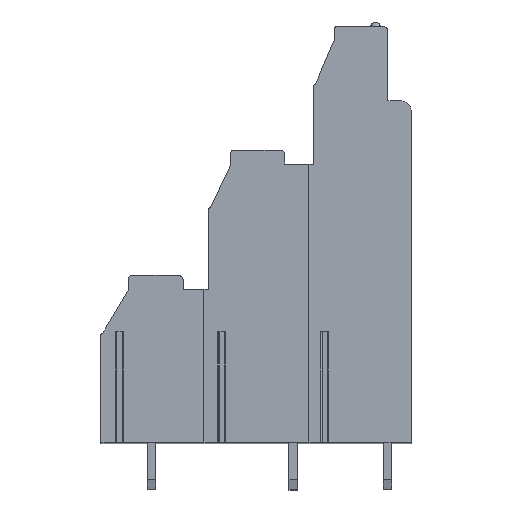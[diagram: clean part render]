
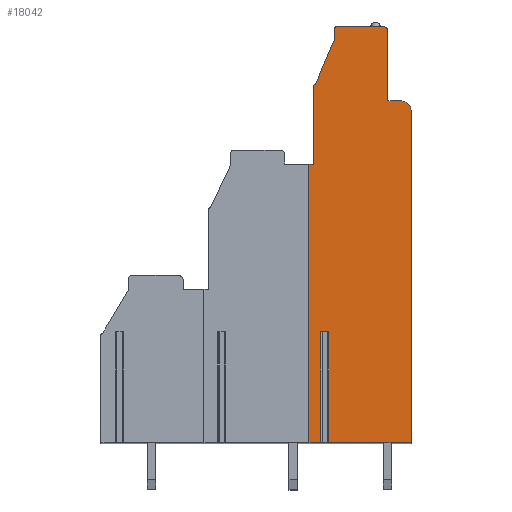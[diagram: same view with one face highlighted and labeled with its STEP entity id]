
A CAD part, top view. The second image highlights one B-rep face of the part: STEP entity #18042.
In plain terms, the highlighted planar face has unit normal (0, 0, 1).
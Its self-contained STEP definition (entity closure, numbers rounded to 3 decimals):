
#237=DIRECTION('',(1.,0.,0.));
#238=VECTOR('',#237,0.856);
#239=CARTESIAN_POINT('',(0.772,-18.05,53.34));
#240=LINE('',#239,#238);
#241=DIRECTION('',(0.,-1.,0.));
#242=VECTOR('',#241,11.95);
#243=CARTESIAN_POINT('',(0.772,-18.05,53.34));
#244=LINE('',#243,#242);
#245=DIRECTION('',(1.,0.,0.));
#246=VECTOR('',#245,1.272);
#247=CARTESIAN_POINT('',(-0.5,-30.,53.34));
#248=LINE('',#247,#246);
#249=DIRECTION('',(0.,1.,0.));
#250=VECTOR('',#249,30.);
#251=CARTESIAN_POINT('',(-0.5,-30.,53.34));
#252=LINE('',#251,#250);
#253=DIRECTION('',(-1.,0.,0.));
#254=VECTOR('',#253,0.5);
#255=CARTESIAN_POINT('',(0.,0.,53.34));
#256=LINE('',#255,#254);
#257=DIRECTION('',(0.,-1.,0.));
#258=VECTOR('',#257,8.4);
#259=CARTESIAN_POINT('',(0.,8.4,53.34));
#260=LINE('',#259,#258);
#261=CARTESIAN_POINT('',(0.2,8.4,53.34));
#262=DIRECTION('',(0.,0.,1.));
#263=DIRECTION('',(0.,1.,0.));
#264=AXIS2_PLACEMENT_3D('',#261,#262,#263);
#266=DIRECTION('',(-0.392,-0.92,0.));
#267=VECTOR('',#266,5.108);
#268=CARTESIAN_POINT('',(2.2,13.3,53.34));
#269=LINE('',#268,#267);
#270=DIRECTION('',(0.,-1.,0.));
#271=VECTOR('',#270,1.2);
#272=CARTESIAN_POINT('',(2.2,14.5,53.34));
#273=LINE('',#272,#271);
#274=CARTESIAN_POINT('',(2.5,14.5,53.34));
#275=DIRECTION('',(0.,0.,1.));
#276=DIRECTION('',(0.,1.,0.));
#277=AXIS2_PLACEMENT_3D('',#274,#275,#276);
#279=DIRECTION('',(-1.,0.,0.));
#280=VECTOR('',#279,5.);
#281=CARTESIAN_POINT('',(7.5,14.8,53.34));
#282=LINE('',#281,#280);
#283=CARTESIAN_POINT('',(7.5,14.3,53.34));
#284=DIRECTION('',(0.,0.,1.));
#285=DIRECTION('',(1.,0.,0.));
#286=AXIS2_PLACEMENT_3D('',#283,#284,#285);
#288=DIRECTION('',(0.,1.,0.));
#289=VECTOR('',#288,7.5);
#290=CARTESIAN_POINT('',(8.,6.8,53.34));
#291=LINE('',#290,#289);
#292=DIRECTION('',(-1.,0.,0.));
#293=VECTOR('',#292,1.5);
#294=CARTESIAN_POINT('',(9.5,6.8,53.34));
#295=LINE('',#294,#293);
#296=CARTESIAN_POINT('',(9.5,5.8,53.34));
#297=DIRECTION('',(0.,0.,1.));
#298=DIRECTION('',(1.,0.,0.));
#299=AXIS2_PLACEMENT_3D('',#296,#297,#298);
#301=DIRECTION('',(0.,1.,0.));
#302=VECTOR('',#301,35.8);
#303=CARTESIAN_POINT('',(10.5,-30.,53.34));
#304=LINE('',#303,#302);
#305=DIRECTION('',(1.,0.,0.));
#306=VECTOR('',#305,8.872);
#307=CARTESIAN_POINT('',(1.628,-30.,53.34));
#308=LINE('',#307,#306);
#309=DIRECTION('',(0.,-1.,0.));
#310=VECTOR('',#309,11.95);
#311=CARTESIAN_POINT('',(1.628,-18.05,53.34));
#312=LINE('',#311,#310);
#13669=CARTESIAN_POINT('',(10.5,-30.,53.34));
#13670=CARTESIAN_POINT('',(10.5,5.8,53.34));
#13671=VERTEX_POINT('',#13669);
#13672=VERTEX_POINT('',#13670);
#13673=CARTESIAN_POINT('',(9.5,6.8,53.34));
#13674=VERTEX_POINT('',#13673);
#13675=CARTESIAN_POINT('',(8.,6.8,53.34));
#13676=VERTEX_POINT('',#13675);
#13677=CARTESIAN_POINT('',(8.,14.3,53.34));
#13678=VERTEX_POINT('',#13677);
#13679=CARTESIAN_POINT('',(7.5,14.8,53.34));
#13680=VERTEX_POINT('',#13679);
#13681=CARTESIAN_POINT('',(2.5,14.8,53.34));
#13682=VERTEX_POINT('',#13681);
#13683=CARTESIAN_POINT('',(2.2,14.5,53.34));
#13684=VERTEX_POINT('',#13683);
#13685=CARTESIAN_POINT('',(2.2,13.3,53.34));
#13686=VERTEX_POINT('',#13685);
#13687=CARTESIAN_POINT('',(0.2,8.6,53.34));
#13688=VERTEX_POINT('',#13687);
#13689=CARTESIAN_POINT('',(0.,8.4,53.34));
#13690=VERTEX_POINT('',#13689);
#13691=CARTESIAN_POINT('',(0.,0.,53.34));
#13692=VERTEX_POINT('',#13691);
#13717=CARTESIAN_POINT('',(-0.5,-30.,53.34));
#13718=CARTESIAN_POINT('',(-0.5,0.,53.34));
#13719=VERTEX_POINT('',#13717);
#13720=VERTEX_POINT('',#13718);
#13777=CARTESIAN_POINT('',(0.772,-18.05,53.34));
#13778=CARTESIAN_POINT('',(1.628,-18.05,53.34));
#13779=VERTEX_POINT('',#13777);
#13780=VERTEX_POINT('',#13778);
#13785=CARTESIAN_POINT('',(0.772,-30.,53.34));
#13786=VERTEX_POINT('',#13785);
#13787=CARTESIAN_POINT('',(1.628,-30.,53.34));
#13788=VERTEX_POINT('',#13787);
#17999=CARTESIAN_POINT('',(0.,0.,53.34));
#18000=DIRECTION('',(0.,0.,1.));
#18001=DIRECTION('',(1.,0.,0.));
#18002=AXIS2_PLACEMENT_3D('',#17999,#18000,#18001);
#18003=PLANE('',#18002);
#18005=ORIENTED_EDGE('',*,*,#18004,.F.);
#18007=ORIENTED_EDGE('',*,*,#18006,.T.);
#18009=ORIENTED_EDGE('',*,*,#18008,.F.);
#18011=ORIENTED_EDGE('',*,*,#18010,.T.);
#18013=ORIENTED_EDGE('',*,*,#18012,.F.);
#18015=ORIENTED_EDGE('',*,*,#18014,.F.);
#18017=ORIENTED_EDGE('',*,*,#18016,.F.);
#18019=ORIENTED_EDGE('',*,*,#18018,.F.);
#18021=ORIENTED_EDGE('',*,*,#18020,.F.);
#18023=ORIENTED_EDGE('',*,*,#18022,.F.);
#18025=ORIENTED_EDGE('',*,*,#18024,.F.);
#18027=ORIENTED_EDGE('',*,*,#18026,.F.);
#18029=ORIENTED_EDGE('',*,*,#18028,.F.);
#18031=ORIENTED_EDGE('',*,*,#18030,.F.);
#18033=ORIENTED_EDGE('',*,*,#18032,.F.);
#18035=ORIENTED_EDGE('',*,*,#18034,.F.);
#18037=ORIENTED_EDGE('',*,*,#18036,.F.);
#18039=ORIENTED_EDGE('',*,*,#18038,.F.);
#18040=EDGE_LOOP('',(#18005,#18007,#18009,#18011,#18013,#18015,#18017,#18019,
#18021,#18023,#18025,#18027,#18029,#18031,#18033,#18035,#18037,#18039));
#18041=FACE_OUTER_BOUND('',#18040,.F.);
#18042=ADVANCED_FACE('',(#18041),#18003,.T.);
#265=CIRCLE('',#264,0.2);
#278=CIRCLE('',#277,0.3);
#287=CIRCLE('',#286,0.5);
#300=CIRCLE('',#299,1.);
#18004=EDGE_CURVE('',#13779,#13780,#240,.T.);
#18006=EDGE_CURVE('',#13779,#13786,#244,.T.);
#18008=EDGE_CURVE('',#13719,#13786,#248,.T.);
#18010=EDGE_CURVE('',#13719,#13720,#252,.T.);
#18012=EDGE_CURVE('',#13692,#13720,#256,.T.);
#18014=EDGE_CURVE('',#13690,#13692,#260,.T.);
#18016=EDGE_CURVE('',#13688,#13690,#265,.T.);
#18018=EDGE_CURVE('',#13686,#13688,#269,.T.);
#18020=EDGE_CURVE('',#13684,#13686,#273,.T.);
#18022=EDGE_CURVE('',#13682,#13684,#278,.T.);
#18024=EDGE_CURVE('',#13680,#13682,#282,.T.);
#18026=EDGE_CURVE('',#13678,#13680,#287,.T.);
#18028=EDGE_CURVE('',#13676,#13678,#291,.T.);
#18030=EDGE_CURVE('',#13674,#13676,#295,.T.);
#18032=EDGE_CURVE('',#13672,#13674,#300,.T.);
#18034=EDGE_CURVE('',#13671,#13672,#304,.T.);
#18036=EDGE_CURVE('',#13788,#13671,#308,.T.);
#18038=EDGE_CURVE('',#13780,#13788,#312,.T.);
